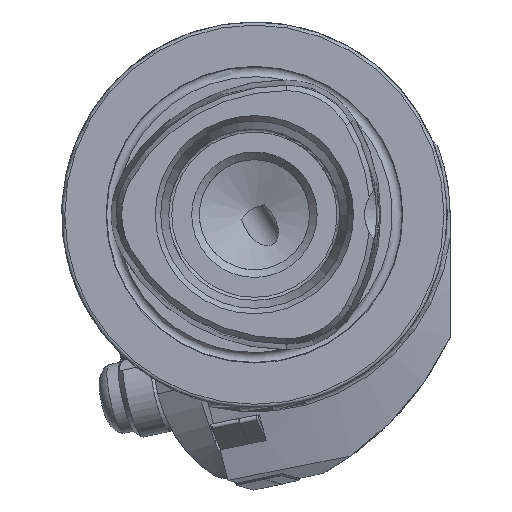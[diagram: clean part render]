
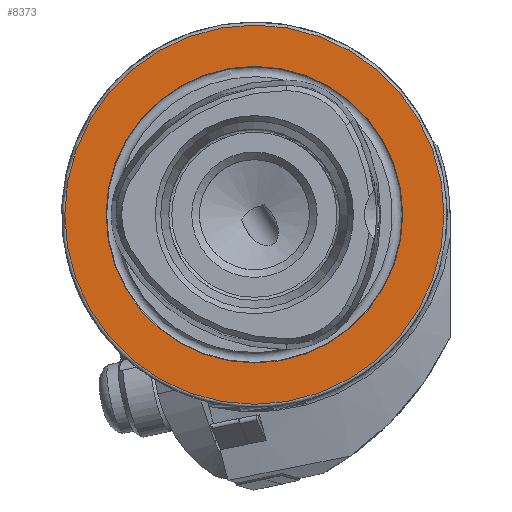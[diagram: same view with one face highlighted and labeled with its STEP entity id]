
A CAD part, left-side view. The second image highlights one B-rep face of the part: STEP entity #8373.
In plain terms, the highlighted planar face has unit normal (-1, 0, 0).
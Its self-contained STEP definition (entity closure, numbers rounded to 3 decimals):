
#410 = CIRCLE ( 'NONE', #6823, 24.25 ) ;
#506 = CARTESIAN_POINT ( 'NONE',  ( 0., 0., 24.25 ) ) ;
#602 = CARTESIAN_POINT ( 'NONE',  ( 0., 0., 0. ) ) ;
#1571 = CARTESIAN_POINT ( 'NONE',  ( 0., 0., 31. ) ) ;
#1676 = AXIS2_PLACEMENT_3D ( 'NONE', #9866, #7549, #7414 ) ;
#2244 = EDGE_LOOP ( 'NONE', ( #7052 ) ) ;
#3033 = CIRCLE ( 'NONE', #8478, 31. ) ;
#3040 = FACE_OUTER_BOUND ( 'NONE', #2244, .T. ) ;
#3702 = EDGE_CURVE ( 'NONE', #8004, #8004, #410, .T. ) ;
#4014 = DIRECTION ( 'NONE',  ( 0., 0., 1. ) ) ;
#4180 = FACE_BOUND ( 'NONE', #10338, .T. ) ;
#5212 = ORIENTED_EDGE ( 'NONE', *, *, #3702, .F. ) ;
#5470 = CARTESIAN_POINT ( 'NONE',  ( 0., 0., 0. ) ) ;
#6823 = AXIS2_PLACEMENT_3D ( 'NONE', #5470, #8287, #4014 ) ;
#7052 = ORIENTED_EDGE ( 'NONE', *, *, #8728, .T. ) ;
#7172 = DIRECTION ( 'NONE',  ( -1., 0., 0. ) ) ;
#7210 = DIRECTION ( 'NONE',  ( 0., 0., 1. ) ) ;
#7414 = DIRECTION ( 'NONE',  ( 0., 0., -1. ) ) ;
#7549 = DIRECTION ( 'NONE',  ( 1., 0., 0. ) ) ;
#8004 = VERTEX_POINT ( 'NONE', #506 ) ;
#8287 = DIRECTION ( 'NONE',  ( -1., 0., 0. ) ) ;
#8327 = PLANE ( 'NONE',  #1676 ) ;
#8373 = ADVANCED_FACE ( 'NONE', ( #4180, #3040 ), #8327, .F. ) ;
#8478 = AXIS2_PLACEMENT_3D ( 'NONE', #602, #7172, #7210 ) ;
#8728 = EDGE_CURVE ( 'NONE', #9048, #9048, #3033, .T. ) ;
#9048 = VERTEX_POINT ( 'NONE', #1571 ) ;
#9866 = CARTESIAN_POINT ( 'NONE',  ( 0., 24.25, 0. ) ) ;
#10338 = EDGE_LOOP ( 'NONE', ( #5212 ) ) ;
